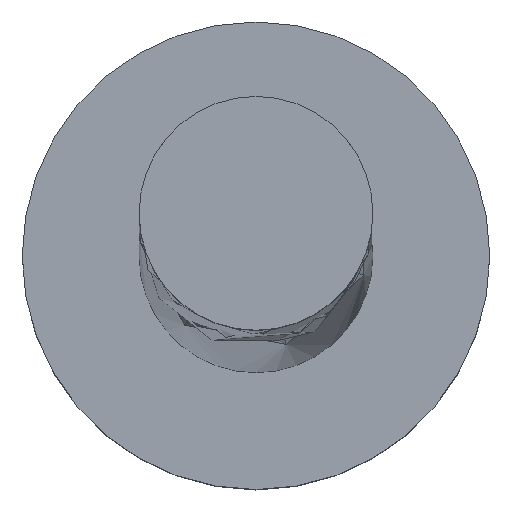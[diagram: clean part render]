
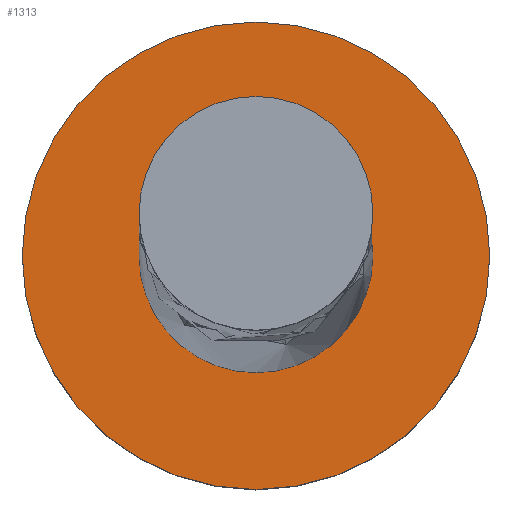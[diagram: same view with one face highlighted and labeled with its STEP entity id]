
A CAD part, top view. The second image highlights one B-rep face of the part: STEP entity #1313.
In plain terms, the highlighted planar face has unit normal (0, 0, 1).
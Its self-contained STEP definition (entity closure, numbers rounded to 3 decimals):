
#83 = CIRCLE ( 'NONE', #311, 3. ) ;
#113 = CIRCLE ( 'NONE', #1542, 3. ) ;
#134 = CARTESIAN_POINT ( 'NONE',  ( 0., 0., 3. ) ) ;
#153 = PLANE ( 'NONE',  #1744 ) ;
#154 = ORIENTED_EDGE ( 'NONE', *, *, #986, .T. ) ;
#161 = DIRECTION ( 'NONE',  ( 1., 0., 0. ) ) ;
#192 = CARTESIAN_POINT ( 'NONE',  ( -3., 0., 3. ) ) ;
#197 = EDGE_LOOP ( 'NONE', ( #547, #154 ) ) ;
#234 = EDGE_CURVE ( 'NONE', #258, #1648, #113, .T. ) ;
#258 = VERTEX_POINT ( 'NONE', #192 ) ;
#286 = FACE_OUTER_BOUND ( 'NONE', #197, .T. ) ;
#287 = ORIENTED_EDGE ( 'NONE', *, *, #771, .F. ) ;
#311 = AXIS2_PLACEMENT_3D ( 'NONE', #389, #829, #1383 ) ;
#328 = CARTESIAN_POINT ( 'NONE',  ( 0., 0., 3. ) ) ;
#389 = CARTESIAN_POINT ( 'NONE',  ( 0., 0., 3. ) ) ;
#400 = CIRCLE ( 'NONE', #1240, 1.5 ) ;
#420 = EDGE_LOOP ( 'NONE', ( #968, #287 ) ) ;
#461 = CARTESIAN_POINT ( 'NONE',  ( 1.5, 0., 3. ) ) ;
#547 = ORIENTED_EDGE ( 'NONE', *, *, #234, .T. ) ;
#697 = CIRCLE ( 'NONE', #1423, 1.5 ) ;
#771 = EDGE_CURVE ( 'NONE', #1561, #989, #400, .T. ) ;
#814 = CARTESIAN_POINT ( 'NONE',  ( 0., 0., 3. ) ) ;
#829 = DIRECTION ( 'NONE',  ( 0., 0., 1. ) ) ;
#851 = CARTESIAN_POINT ( 'NONE',  ( 0., 0., 3. ) ) ;
#853 = EDGE_CURVE ( 'NONE', #989, #1561, #697, .T. ) ;
#884 = CARTESIAN_POINT ( 'NONE',  ( 3., 0., 3. ) ) ;
#889 = DIRECTION ( 'NONE',  ( 0., 0., 1. ) ) ;
#955 = FACE_BOUND ( 'NONE', #420, .T. ) ;
#968 = ORIENTED_EDGE ( 'NONE', *, *, #853, .F. ) ;
#986 = EDGE_CURVE ( 'NONE', #1648, #258, #83, .T. ) ;
#989 = VERTEX_POINT ( 'NONE', #1235 ) ;
#1132 = DIRECTION ( 'NONE',  ( 0., 0., 1. ) ) ;
#1235 = CARTESIAN_POINT ( 'NONE',  ( -1.5, 0., 3. ) ) ;
#1240 = AXIS2_PLACEMENT_3D ( 'NONE', #851, #1409, #161 ) ;
#1242 = DIRECTION ( 'NONE',  ( 1., 0., 0. ) ) ;
#1313 = ADVANCED_FACE ( 'NONE', ( #955, #286 ), #153, .T. ) ;
#1370 = DIRECTION ( 'NONE',  ( 1., 0., 0. ) ) ;
#1373 = DIRECTION ( 'NONE',  ( 0., 0., 1. ) ) ;
#1383 = DIRECTION ( 'NONE',  ( 1., 0., 0. ) ) ;
#1409 = DIRECTION ( 'NONE',  ( 0., 0., 1. ) ) ;
#1423 = AXIS2_PLACEMENT_3D ( 'NONE', #814, #1132, #1370 ) ;
#1453 = DIRECTION ( 'NONE',  ( 1., 0., 0. ) ) ;
#1542 = AXIS2_PLACEMENT_3D ( 'NONE', #328, #889, #1453 ) ;
#1561 = VERTEX_POINT ( 'NONE', #461 ) ;
#1648 = VERTEX_POINT ( 'NONE', #884 ) ;
#1744 = AXIS2_PLACEMENT_3D ( 'NONE', #134, #1373, #1242 ) ;
